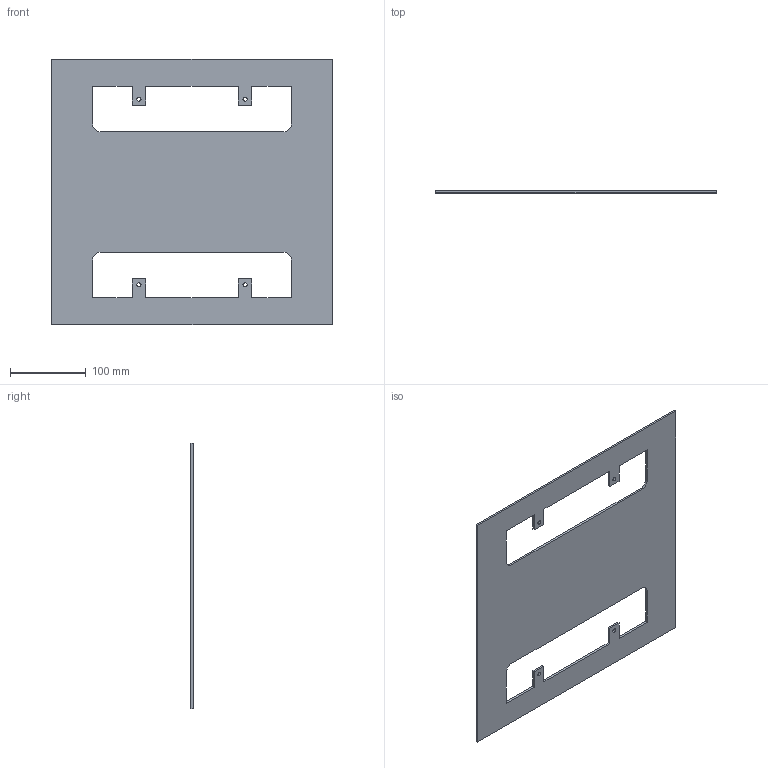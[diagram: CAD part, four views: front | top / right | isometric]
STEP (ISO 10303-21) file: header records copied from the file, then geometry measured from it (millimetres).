
FILE_DESCRIPTION(('CATIA V5 STEP Exchange'),'2;1');
FILE_NAME('1SDH001252R0064_1PA_001_01_E1.2_IV_F_WALL_FIXING_HR_VR.stp','2014-03-06T09:26:12+00:00',('none'),('none'),'CATIA Version 5 Release 20 SP 5 (IN-10)','CATIA V5 STEP AP214','none');
FILE_SCHEMA(('AUTOMOTIVE_DESIGN { 1 0 10303 214 1 1 1 1 }'));
Length unit declared in the file: millimetre
Products named in the file (1): 1SDH001252R0064_1PA_001_01_E1.2_IV_F_WALL_FIXING_HR_VR
Bounding box: 370 x 3 x 350 mm (x, y, z)
Volume: 299616.2 mm3; surface area: 208687 mm2
Topology: 1 solids, 1 shells, 42 faces, 120 edges, 80 vertices
Faces by surface type: plane 30, cylinder 12
Entity records: 1310 total; most frequent: ORIENTED_EDGE 240, CARTESIAN_POINT 227, DIRECTION 172, EDGE_CURVE 120, VECTOR 96, LINE 96, VERTEX_POINT 80, EDGE_LOOP 54
